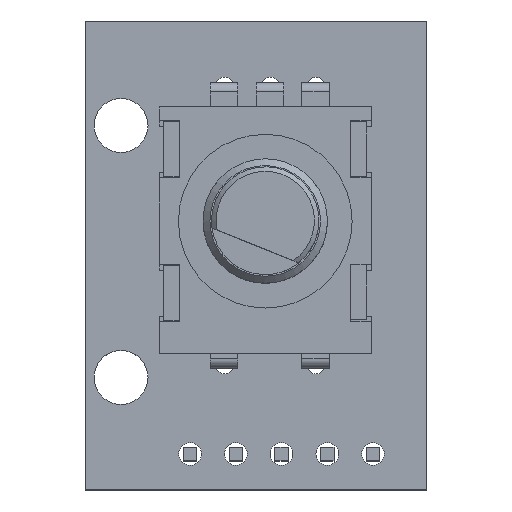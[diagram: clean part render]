
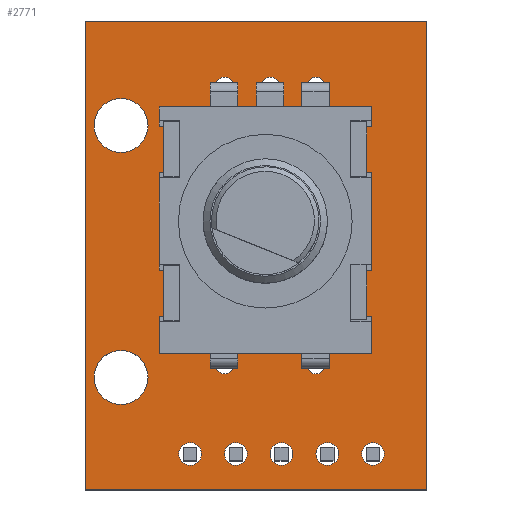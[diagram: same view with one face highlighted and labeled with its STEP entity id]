
A CAD part, top view. The second image highlights one B-rep face of the part: STEP entity #2771.
In plain terms, the highlighted planar face has unit normal (0, 0, 1).
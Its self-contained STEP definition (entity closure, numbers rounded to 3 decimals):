
#154=FACE_BOUND('',#605,.T.);
#155=FACE_BOUND('',#606,.T.);
#156=FACE_BOUND('',#607,.T.);
#157=FACE_BOUND('',#608,.T.);
#158=FACE_BOUND('',#609,.T.);
#159=FACE_BOUND('',#610,.T.);
#160=FACE_BOUND('',#611,.T.);
#161=FACE_BOUND('',#612,.T.);
#162=FACE_BOUND('',#613,.T.);
#163=FACE_BOUND('',#614,.T.);
#164=FACE_BOUND('',#615,.T.);
#165=FACE_BOUND('',#616,.T.);
#295=PLANE('',#3079);
#442=FACE_OUTER_BOUND('',#604,.T.);
#604=EDGE_LOOP('',(#2568,#2569,#2570,#2571));
#605=EDGE_LOOP('',(#2572));
#606=EDGE_LOOP('',(#2573));
#607=EDGE_LOOP('',(#2574));
#608=EDGE_LOOP('',(#2575));
#609=EDGE_LOOP('',(#2576));
#610=EDGE_LOOP('',(#2577));
#611=EDGE_LOOP('',(#2578));
#612=EDGE_LOOP('',(#2579));
#613=EDGE_LOOP('',(#2580));
#614=EDGE_LOOP('',(#2581));
#615=EDGE_LOOP('',(#2582));
#616=EDGE_LOOP('',(#2583));
#917=LINE('',#4597,#1214);
#920=LINE('',#4603,#1217);
#923=LINE('',#4609,#1220);
#926=LINE('',#4613,#1223);
#1214=VECTOR('',#3819,10.);
#1217=VECTOR('',#3824,10.);
#1220=VECTOR('',#3829,10.);
#1223=VECTOR('',#3834,10.);
#1261=CIRCLE('',#3041,0.5);
#1263=CIRCLE('',#3044,0.5);
#1265=CIRCLE('',#3047,0.5);
#1267=CIRCLE('',#3050,0.5);
#1269=CIRCLE('',#3053,0.5);
#1270=CIRCLE('',#3055,0.635);
#1272=CIRCLE('',#3058,0.635);
#1274=CIRCLE('',#3061,1.5);
#1276=CIRCLE('',#3064,0.635);
#1278=CIRCLE('',#3067,0.635);
#1280=CIRCLE('',#3070,0.635);
#1282=CIRCLE('',#3073,1.5);
#1492=VERTEX_POINT('',#4521);
#1494=VERTEX_POINT('',#4527);
#1496=VERTEX_POINT('',#4533);
#1498=VERTEX_POINT('',#4539);
#1500=VERTEX_POINT('',#4545);
#1501=VERTEX_POINT('',#4549);
#1503=VERTEX_POINT('',#4555);
#1505=VERTEX_POINT('',#4561);
#1507=VERTEX_POINT('',#4567);
#1509=VERTEX_POINT('',#4573);
#1511=VERTEX_POINT('',#4579);
#1513=VERTEX_POINT('',#4585);
#1517=VERTEX_POINT('',#4594);
#1518=VERTEX_POINT('',#4596);
#1520=VERTEX_POINT('',#4602);
#1522=VERTEX_POINT('',#4608);
#1836=EDGE_CURVE('',#1492,#1492,#1261,.T.);
#1839=EDGE_CURVE('',#1494,#1494,#1263,.T.);
#1842=EDGE_CURVE('',#1496,#1496,#1265,.T.);
#1845=EDGE_CURVE('',#1498,#1498,#1267,.T.);
#1848=EDGE_CURVE('',#1500,#1500,#1269,.T.);
#1849=EDGE_CURVE('',#1501,#1501,#1270,.T.);
#1852=EDGE_CURVE('',#1503,#1503,#1272,.T.);
#1855=EDGE_CURVE('',#1505,#1505,#1274,.T.);
#1858=EDGE_CURVE('',#1507,#1507,#1276,.T.);
#1861=EDGE_CURVE('',#1509,#1509,#1278,.T.);
#1864=EDGE_CURVE('',#1511,#1511,#1280,.T.);
#1867=EDGE_CURVE('',#1513,#1513,#1282,.T.);
#1872=EDGE_CURVE('',#1518,#1517,#917,.T.);
#1875=EDGE_CURVE('',#1520,#1518,#920,.T.);
#1878=EDGE_CURVE('',#1522,#1520,#923,.T.);
#1881=EDGE_CURVE('',#1517,#1522,#926,.T.);
#2568=ORIENTED_EDGE('',*,*,#1881,.T.);
#2569=ORIENTED_EDGE('',*,*,#1878,.T.);
#2570=ORIENTED_EDGE('',*,*,#1875,.T.);
#2571=ORIENTED_EDGE('',*,*,#1872,.T.);
#2572=ORIENTED_EDGE('',*,*,#1836,.T.);
#2573=ORIENTED_EDGE('',*,*,#1839,.T.);
#2574=ORIENTED_EDGE('',*,*,#1842,.T.);
#2575=ORIENTED_EDGE('',*,*,#1845,.T.);
#2576=ORIENTED_EDGE('',*,*,#1848,.T.);
#2577=ORIENTED_EDGE('',*,*,#1867,.T.);
#2578=ORIENTED_EDGE('',*,*,#1864,.T.);
#2579=ORIENTED_EDGE('',*,*,#1861,.T.);
#2580=ORIENTED_EDGE('',*,*,#1858,.T.);
#2581=ORIENTED_EDGE('',*,*,#1855,.T.);
#2582=ORIENTED_EDGE('',*,*,#1852,.T.);
#2583=ORIENTED_EDGE('',*,*,#1849,.T.);
#2771=ADVANCED_FACE('',(#442,#154,#155,#156,#157,#158,#159,#160,#161,#162,
#163,#164,#165),#295,.T.);
#3041=AXIS2_PLACEMENT_3D('',#4523,#3736,#3737);
#3044=AXIS2_PLACEMENT_3D('',#4529,#3743,#3744);
#3047=AXIS2_PLACEMENT_3D('',#4535,#3750,#3751);
#3050=AXIS2_PLACEMENT_3D('',#4541,#3757,#3758);
#3053=AXIS2_PLACEMENT_3D('',#4547,#3764,#3765);
#3055=AXIS2_PLACEMENT_3D('',#4550,#3768,#3769);
#3058=AXIS2_PLACEMENT_3D('',#4556,#3775,#3776);
#3061=AXIS2_PLACEMENT_3D('',#4562,#3782,#3783);
#3064=AXIS2_PLACEMENT_3D('',#4568,#3789,#3790);
#3067=AXIS2_PLACEMENT_3D('',#4574,#3796,#3797);
#3070=AXIS2_PLACEMENT_3D('',#4580,#3803,#3804);
#3073=AXIS2_PLACEMENT_3D('',#4586,#3810,#3811);
#3079=AXIS2_PLACEMENT_3D('',#4614,#3835,#3836);
#3736=DIRECTION('center_axis',(0.,0.,-1.));
#3737=DIRECTION('ref_axis',(1.,0.,0.));
#3743=DIRECTION('center_axis',(0.,0.,-1.));
#3744=DIRECTION('ref_axis',(1.,0.,0.));
#3750=DIRECTION('center_axis',(0.,0.,-1.));
#3751=DIRECTION('ref_axis',(1.,0.,0.));
#3757=DIRECTION('center_axis',(0.,0.,-1.));
#3758=DIRECTION('ref_axis',(1.,0.,0.));
#3764=DIRECTION('center_axis',(0.,0.,-1.));
#3765=DIRECTION('ref_axis',(1.,0.,0.));
#3768=DIRECTION('center_axis',(0.,0.,-1.));
#3769=DIRECTION('ref_axis',(1.,0.,0.));
#3775=DIRECTION('center_axis',(0.,0.,-1.));
#3776=DIRECTION('ref_axis',(1.,0.,0.));
#3782=DIRECTION('center_axis',(0.,0.,-1.));
#3783=DIRECTION('ref_axis',(1.,0.,0.));
#3789=DIRECTION('center_axis',(0.,0.,-1.));
#3790=DIRECTION('ref_axis',(1.,0.,0.));
#3796=DIRECTION('center_axis',(0.,0.,-1.));
#3797=DIRECTION('ref_axis',(1.,0.,0.));
#3803=DIRECTION('center_axis',(0.,0.,-1.));
#3804=DIRECTION('ref_axis',(1.,0.,0.));
#3810=DIRECTION('center_axis',(0.,0.,-1.));
#3811=DIRECTION('ref_axis',(1.,0.,0.));
#3819=DIRECTION('',(0.,-1.,0.));
#3824=DIRECTION('',(-1.,0.,0.));
#3829=DIRECTION('',(0.,1.,0.));
#3834=DIRECTION('',(1.,0.,0.));
#3835=DIRECTION('center_axis',(0.,0.,1.));
#3836=DIRECTION('ref_axis',(1.,0.,0.));
#4521=CARTESIAN_POINT('',(2.834,9.44,1.6));
#4523=CARTESIAN_POINT('Origin',(3.334,9.44,1.6));
#4527=CARTESIAN_POINT('',(-2.246,-6.053,1.6));
#4529=CARTESIAN_POINT('Origin',(-1.746,-6.053,1.6));
#4533=CARTESIAN_POINT('',(0.294,9.44,1.6));
#4535=CARTESIAN_POINT('Origin',(0.794,9.44,1.6));
#4539=CARTESIAN_POINT('',(2.834,-6.053,1.6));
#4541=CARTESIAN_POINT('Origin',(3.334,-6.053,1.6));
#4545=CARTESIAN_POINT('',(-2.246,9.44,1.6));
#4547=CARTESIAN_POINT('Origin',(-1.746,9.44,1.6));
#4549=CARTESIAN_POINT('',(5.865,-11.,1.6));
#4550=CARTESIAN_POINT('Origin',(6.5,-11.,1.6));
#4555=CARTESIAN_POINT('',(-1.755,-11.,1.6));
#4556=CARTESIAN_POINT('Origin',(-1.12,-11.,1.6));
#4561=CARTESIAN_POINT('',(-9.,-6.75,1.6));
#4562=CARTESIAN_POINT('Origin',(-7.5,-6.75,1.6));
#4567=CARTESIAN_POINT('',(0.785,-11.,1.6));
#4568=CARTESIAN_POINT('Origin',(1.42,-11.,1.6));
#4573=CARTESIAN_POINT('',(-4.295,-11.,1.6));
#4574=CARTESIAN_POINT('Origin',(-3.66,-11.,1.6));
#4579=CARTESIAN_POINT('',(3.325,-11.,1.6));
#4580=CARTESIAN_POINT('Origin',(3.96,-11.,1.6));
#4585=CARTESIAN_POINT('',(-9.,7.25,1.6));
#4586=CARTESIAN_POINT('Origin',(-7.5,7.25,1.6));
#4594=CARTESIAN_POINT('',(-9.5,-13.,1.6));
#4596=CARTESIAN_POINT('',(-9.5,13.,1.6));
#4597=CARTESIAN_POINT('',(-9.5,-13.,1.6));
#4602=CARTESIAN_POINT('',(9.5,13.,1.6));
#4603=CARTESIAN_POINT('',(-9.5,13.,1.6));
#4608=CARTESIAN_POINT('',(9.5,-13.,1.6));
#4609=CARTESIAN_POINT('',(9.5,13.,1.6));
#4613=CARTESIAN_POINT('',(9.5,-13.,1.6));
#4614=CARTESIAN_POINT('Origin',(0.,0.,1.6));
